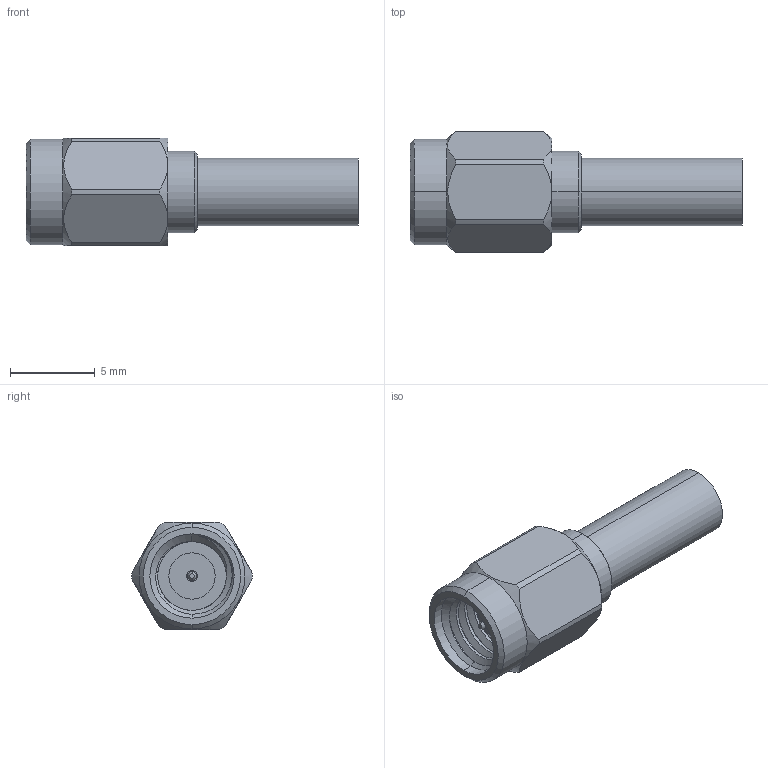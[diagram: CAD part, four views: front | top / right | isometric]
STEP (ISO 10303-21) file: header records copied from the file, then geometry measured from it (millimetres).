
FILE_DESCRIPTION (( 'STEP AP203' ), '1' );
FILE_NAME ('FMCN1852_3D.STEP', '2022-02-16T22:31:02', ( '' ), ( '' ), 'SwSTEP 2.0', 'SolidWorks 2021', '' );
FILE_SCHEMA (( 'CONFIG_CONTROL_DESIGN' ));
Length unit declared in the file: inch
Products named in the file (1): FMCN1852_3D
Bounding box: 19.61 x 7.15 x 6.35 mm (x, y, z)
Volume: 327 mm3; surface area: 643.4 mm2
Topology: 2 solids, 2 shells, 72 faces, 165 edges, 104 vertices
Faces by surface type: cylinder 34, cone 18, plane 17, bspline 3
Entity records: 2940 total; most frequent: CARTESIAN_POINT 1282, ORIENTED_EDGE 330, DIRECTION 327, EDGE_CURVE 165, AXIS2_PLACEMENT_3D 138, VERTEX_POINT 104, EDGE_LOOP 81, FACE_OUTER_BOUND 72
